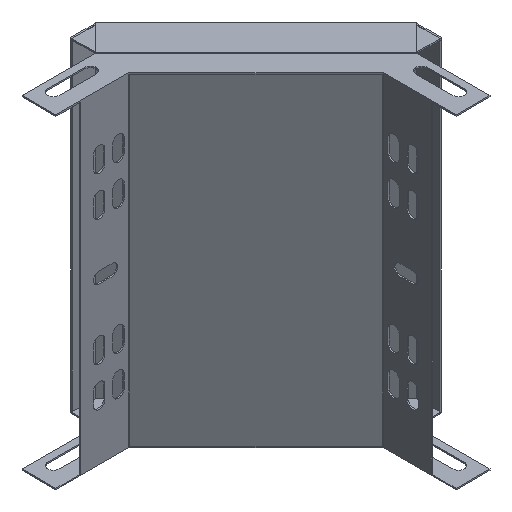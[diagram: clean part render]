
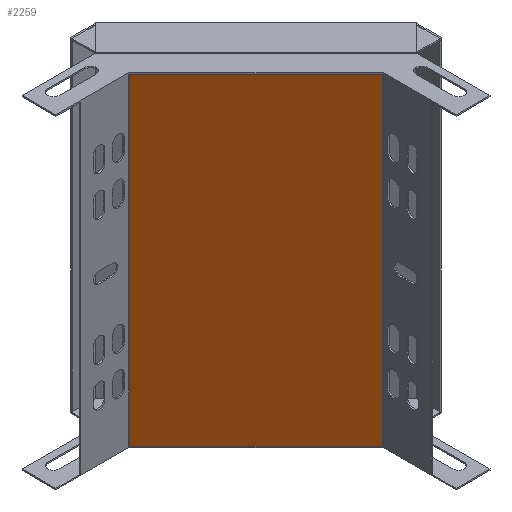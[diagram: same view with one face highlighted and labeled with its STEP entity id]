
A CAD part, isometric view. The second image highlights one B-rep face of the part: STEP entity #2259.
In plain terms, the highlighted planar face has unit normal (-0.707, -0.707, 0).
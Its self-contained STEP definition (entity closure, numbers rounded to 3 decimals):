
#196 = EDGE_CURVE ( 'NONE', #3440, #1207, #1026, .T. ) ;
#247 = CARTESIAN_POINT ( 'NONE',  ( 27.979, -79.156, 20.829 ) ) ;
#276 = CARTESIAN_POINT ( 'NONE',  ( 27.979, -79.156, 220.829 ) ) ;
#330 = CARTESIAN_POINT ( 'NONE',  ( -11.442, -39.734, 20.829 ) ) ;
#451 = CARTESIAN_POINT ( 'NONE',  ( 27.976, -79.153, 220.829 ) ) ;
#611 = EDGE_CURVE ( 'NONE', #1207, #3161, #4021, .T. ) ;
#616 = EDGE_CURVE ( 'NONE', #3161, #4568, #4947, .T. ) ;
#817 = DIRECTION ( 'NONE',  ( 0.707, -0.707, 0. ) ) ;
#898 = VERTEX_POINT ( 'NONE', #2627 ) ;
#1026 = LINE ( 'NONE', #1385, #2857 ) ;
#1181 = CARTESIAN_POINT ( 'NONE',  ( -50.86, -0.316, 220.829 ) ) ;
#1207 = VERTEX_POINT ( 'NONE', #1181 ) ;
#1347 = VERTEX_POINT ( 'NONE', #451 ) ;
#1385 = CARTESIAN_POINT ( 'NONE',  ( -50.86, -0.316, 220.829 ) ) ;
#1424 = DIRECTION ( 'NONE',  ( 0., 0., -1. ) ) ;
#1446 = DIRECTION ( 'NONE',  ( -0.707, -0.707, 0. ) ) ;
#1461 = VECTOR ( 'NONE', #1683, 1000. ) ;
#1683 = DIRECTION ( 'NONE',  ( -0.707, 0.707, 0. ) ) ;
#1832 = PLANE ( 'NONE',  #4477 ) ;
#1930 = VECTOR ( 'NONE', #1988, 1000. ) ;
#1988 = DIRECTION ( 'NONE',  ( 0., 0., -1. ) ) ;
#2259 = ADVANCED_FACE ( 'NONE', ( #4693 ), #1832, .T. ) ;
#2379 = CARTESIAN_POINT ( 'NONE',  ( -50.86, -0.316, 220.829 ) ) ;
#2462 = CARTESIAN_POINT ( 'NONE',  ( 27.979, -79.156, 220.829 ) ) ;
#2505 = LINE ( 'NONE', #2462, #1461 ) ;
#2574 = DIRECTION ( 'NONE',  ( -0.707, 0.707, 0. ) ) ;
#2627 = CARTESIAN_POINT ( 'NONE',  ( 27.976, -79.153, 20.829 ) ) ;
#2801 = LINE ( 'NONE', #3393, #4649 ) ;
#2841 = DIRECTION ( 'NONE',  ( -0.707, 0.707, 0. ) ) ;
#2857 = VECTOR ( 'NONE', #2841, 1000. ) ;
#3161 = VERTEX_POINT ( 'NONE', #3976 ) ;
#3393 = CARTESIAN_POINT ( 'NONE',  ( 27.976, -79.153, 220.829 ) ) ;
#3440 = VERTEX_POINT ( 'NONE', #3751 ) ;
#3468 = EDGE_CURVE ( 'NONE', #898, #4568, #4809, .T. ) ;
#3751 = CARTESIAN_POINT ( 'NONE',  ( -11.442, -39.734, 220.829 ) ) ;
#3895 = VECTOR ( 'NONE', #2574, 1000. ) ;
#3898 = VECTOR ( 'NONE', #817, 1000. ) ;
#3976 = CARTESIAN_POINT ( 'NONE',  ( -50.86, -0.316, 20.829 ) ) ;
#4021 = LINE ( 'NONE', #2379, #1930 ) ;
#4178 = EDGE_LOOP ( 'NONE', ( #4438, #4498, #4572, #4669, #4735, #4802 ) ) ;
#4201 = DIRECTION ( 'NONE',  ( 0.707, -0.707, 0. ) ) ;
#4410 = EDGE_CURVE ( 'NONE', #1347, #898, #2801, .T. ) ;
#4438 = ORIENTED_EDGE ( 'NONE', *, *, #3468, .F. ) ;
#4477 = AXIS2_PLACEMENT_3D ( 'NONE', #276, #1446, #4201 ) ;
#4498 = ORIENTED_EDGE ( 'NONE', *, *, #4410, .F. ) ;
#4568 = VERTEX_POINT ( 'NONE', #330 ) ;
#4572 = ORIENTED_EDGE ( 'NONE', *, *, #4849, .T. ) ;
#4649 = VECTOR ( 'NONE', #1424, 1000. ) ;
#4669 = ORIENTED_EDGE ( 'NONE', *, *, #196, .T. ) ;
#4693 = FACE_OUTER_BOUND ( 'NONE', #4178, .T. ) ;
#4731 = CARTESIAN_POINT ( 'NONE',  ( 27.979, -79.156, 20.829 ) ) ;
#4735 = ORIENTED_EDGE ( 'NONE', *, *, #611, .T. ) ;
#4802 = ORIENTED_EDGE ( 'NONE', *, *, #616, .T. ) ;
#4809 = LINE ( 'NONE', #247, #3895 ) ;
#4849 = EDGE_CURVE ( 'NONE', #1347, #3440, #2505, .T. ) ;
#4947 = LINE ( 'NONE', #4731, #3898 ) ;
